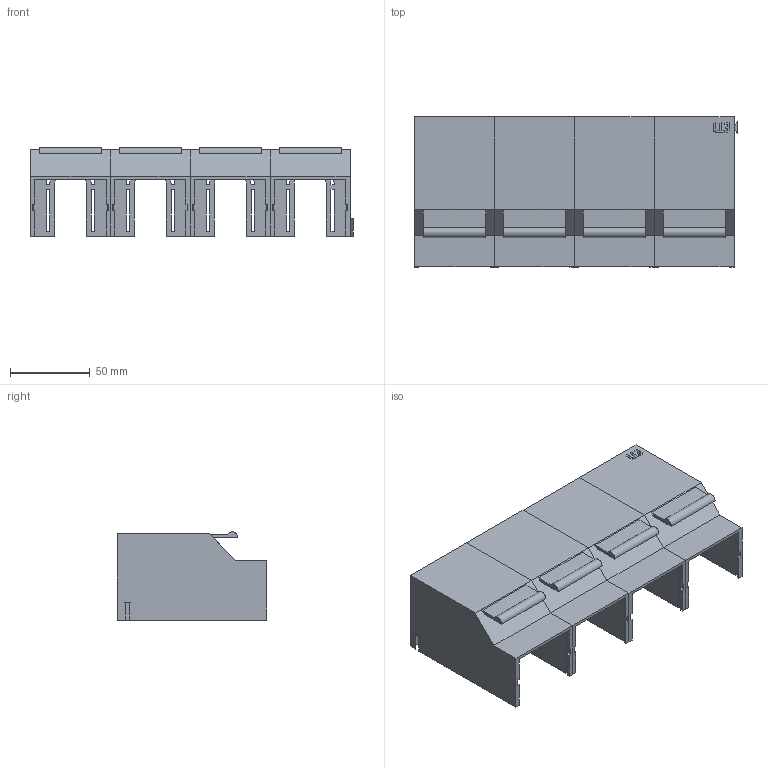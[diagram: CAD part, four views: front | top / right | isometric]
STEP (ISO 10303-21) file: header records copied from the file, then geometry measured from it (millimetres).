
FILE_DESCRIPTION((''),'2;1');
FILE_NAME('JKG_ASM','2021-09-23T',('marketing.praksa'),('Audax d.o.o.'),'CREO PARAMETRIC BY PTC INC, 2017480','CREO PARAMETRIC BY PTC INC, 2017480','');
FILE_SCHEMA(('AUTOMOTIVE_DESIGN { 1 0 10303 214 1 1 1 1 }'));
Length unit declared in the file: millimetre
Products named in the file (8): 26943021_01_1_1; 26943021_02_1_1; 26943021_03_1_1; PRT9566_1_1_2_1; PRT9566_1_1_2_2; PRT9566_1_1_2_3; PRT9566_1_1_2_ASM; JKG_ASM
Assembly tree (8 placements, depth 3):
  JKG_ASM
    26943021_01_1_1  x2
    26943021_02_1_1
    26943021_03_1_1
    PRT9566_1_1_2_ASM
      PRT9566_1_1_2_1
      PRT9566_1_1_2_2
      PRT9566_1_1_2_3
Bounding box: 202.05 x 93.8 x 55.26 mm (x, y, z)
Volume: 129374.4 mm3; surface area: 133404.9 mm2
Topology: 7 solids, 7 shells, 341 faces, 992 edges, 672 vertices
Faces by surface type: plane 277, cylinder 64
Entity records: 12733 total; most frequent: CARTESIAN_POINT 1747, ORIENTED_EDGE 1632, DIRECTION 1534, PRESENTATION_STYLE_ASSIGNMENT 866, STYLED_ITEM 866, CURVE_STYLE 816, EDGE_CURVE 816, VECTOR 672
